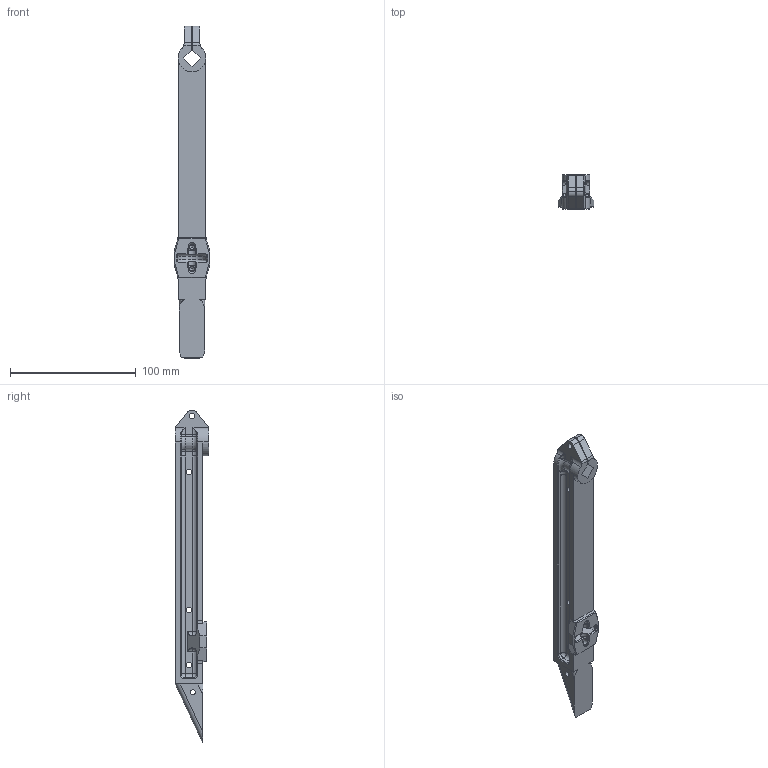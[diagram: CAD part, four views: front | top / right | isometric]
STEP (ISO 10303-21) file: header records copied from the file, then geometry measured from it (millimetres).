
FILE_DESCRIPTION (( 'STEP AP203' ), '1' );
FILE_NAME ('MBSolidCouplerLargeStock.STEP', '2017-11-14T01:50:49', ( 'Windows User' ), ( '' ), 'SwSTEP 2.0', 'SolidWorks 2017', '' );
FILE_SCHEMA (( 'CONFIG_CONTROL_DESIGN' ));
Length unit declared in the file: inch
Products named in the file (1): MBSolidCouplerLargeStock
Bounding box: 28.57 x 26.99 x 263.53 mm (x, y, z)
Volume: 70633.7 mm3; surface area: 34613.3 mm2
Topology: 1 solids, 1 shells, 275 faces, 699 edges, 411 vertices
Faces by surface type: cylinder 106, plane 98, cone 23, bspline 20, sphere 16, torus 12
Entity records: 9923 total; most frequent: CARTESIAN_POINT 3440, ORIENTED_EDGE 1358, DIRECTION 1310, EDGE_CURVE 679, AXIS2_PLACEMENT_3D 477, VERTEX_POINT 411, VECTOR 356, LINE 356
